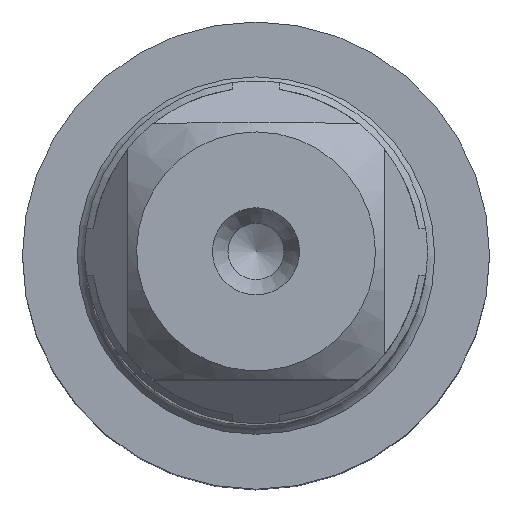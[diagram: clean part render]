
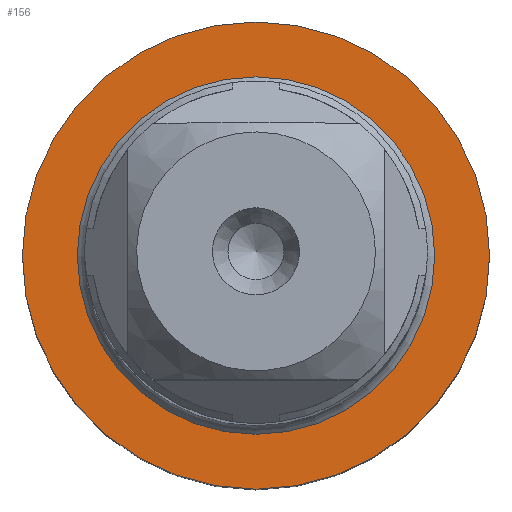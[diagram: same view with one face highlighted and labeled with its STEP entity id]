
A CAD part, top view. The second image highlights one B-rep face of the part: STEP entity #156.
In plain terms, the highlighted planar face has unit normal (0, 0, 1).
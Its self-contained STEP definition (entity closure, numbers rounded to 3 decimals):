
#59=FACE_OUTER_BOUND('',#230,.T.);
#94=PLANE('',#617);
#156=ADVANCED_FACE('',(#59),#94,.F.);
#230=EDGE_LOOP('',(#354));
#354=ORIENTED_EDGE('',*,*,#469,.T.);
#406=VERTEX_POINT('',#991);
#469=EDGE_CURVE('',#406,#406,#495,.T.);
#495=CIRCLE('',#615,8.315);
#615=AXIS2_PLACEMENT_3D('',#990,#765,#766);
#617=AXIS2_PLACEMENT_3D('',#993,#769,#770);
#765=DIRECTION('',(0.,0.,1.));
#766=DIRECTION('',(1.,0.,0.));
#769=DIRECTION('',(0.,0.,-1.));
#770=DIRECTION('',(-1.,0.,0.));
#990=CARTESIAN_POINT('',(0.,0.,-86.9));
#991=CARTESIAN_POINT('',(8.315,0.,-86.9));
#993=CARTESIAN_POINT('',(8.315,0.,-86.9));
